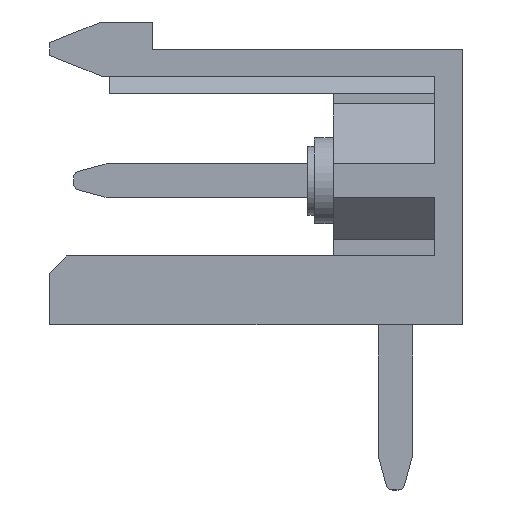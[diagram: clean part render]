
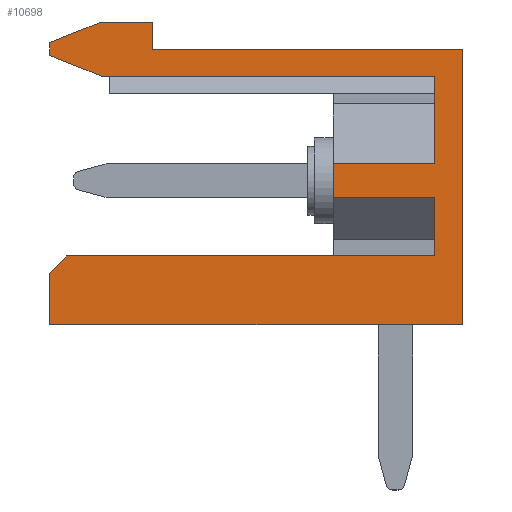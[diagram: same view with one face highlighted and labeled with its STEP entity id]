
A CAD part, left-side view. The second image highlights one B-rep face of the part: STEP entity #10698.
In plain terms, the highlighted planar face has unit normal (-1, 0, 0).
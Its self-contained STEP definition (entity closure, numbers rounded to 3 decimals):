
#250 = EDGE_CURVE ( 'NONE', #6523, #9269, #16470, .T. ) ;
#483 = CARTESIAN_POINT ( 'NONE',  ( 0., 12., -0.17 ) ) ;
#553 = DIRECTION ( 'NONE',  ( 0., 0., 1. ) ) ;
#575 = ORIENTED_EDGE ( 'NONE', *, *, #18271, .T. ) ;
#929 = VECTOR ( 'NONE', #23274, 1000. ) ;
#1205 = VECTOR ( 'NONE', #9759, 1000. ) ;
#1389 = CARTESIAN_POINT ( 'NONE',  ( 0., 0., -8. ) ) ;
#1396 = VECTOR ( 'NONE', #6180, 1000. ) ;
#1556 = EDGE_LOOP ( 'NONE', ( #25481, #6882, #19397, #22914, #8755, #11182, #14355, #22873, #23428, #22067, #7757, #14598, #12272, #2334, #575, #19038, #5539 ) ) ;
#1558 = CARTESIAN_POINT ( 'NONE',  ( 0., 9.01, 0. ) ) ;
#1750 = DIRECTION ( 'NONE',  ( 0., -1., 0. ) ) ;
#1798 = DIRECTION ( 'NONE',  ( 0., 1., 0. ) ) ;
#2043 = CARTESIAN_POINT ( 'NONE',  ( 0., 0.8, -6. ) ) ;
#2088 = DIRECTION ( 'NONE',  ( 0., 0., 1. ) ) ;
#2264 = VERTEX_POINT ( 'NONE', #15160 ) ;
#2334 = ORIENTED_EDGE ( 'NONE', *, *, #6607, .F. ) ;
#2395 = VECTOR ( 'NONE', #553, 1000. ) ;
#2989 = VECTOR ( 'NONE', #10620, 1000. ) ;
#3216 = EDGE_CURVE ( 'NONE', #2264, #12092, #17416, .T. ) ;
#3309 = EDGE_CURVE ( 'NONE', #13820, #6523, #19822, .T. ) ;
#3385 = VERTEX_POINT ( 'NONE', #4338 ) ;
#3691 = LINE ( 'NONE', #21701, #2989 ) ;
#3971 = VECTOR ( 'NONE', #1750, 1000. ) ;
#4037 = LINE ( 'NONE', #2043, #26917 ) ;
#4338 = CARTESIAN_POINT ( 'NONE',  ( 0., 12., -6.5 ) ) ;
#5028 = LINE ( 'NONE', #6507, #18234 ) ;
#5327 = CARTESIAN_POINT ( 'NONE',  ( 0., 10.5, 0.8 ) ) ;
#5410 = LINE ( 'NONE', #15116, #6118 ) ;
#5509 = CARTESIAN_POINT ( 'NONE',  ( 0., 0.8, -4.31 ) ) ;
#5539 = ORIENTED_EDGE ( 'NONE', *, *, #15080, .F. ) ;
#5861 = EDGE_CURVE ( 'NONE', #12092, #13820, #12795, .T. ) ;
#5932 = CARTESIAN_POINT ( 'NONE',  ( 0., 3.75, -3.31 ) ) ;
#5995 = CARTESIAN_POINT ( 'NONE',  ( 0., 10.5, 0.8 ) ) ;
#6118 = VECTOR ( 'NONE', #1798, 1000. ) ;
#6180 = DIRECTION ( 'NONE',  ( 0., 0.707, -0.707 ) ) ;
#6507 = CARTESIAN_POINT ( 'NONE',  ( 0., 0., 0. ) ) ;
#6523 = VERTEX_POINT ( 'NONE', #21303 ) ;
#6607 = EDGE_CURVE ( 'NONE', #6902, #12341, #3691, .T. ) ;
#6825 = VERTEX_POINT ( 'NONE', #24573 ) ;
#6882 = ORIENTED_EDGE ( 'NONE', *, *, #19371, .T. ) ;
#6902 = VERTEX_POINT ( 'NONE', #22639 ) ;
#7124 = VERTEX_POINT ( 'NONE', #17452 ) ;
#7337 = LINE ( 'NONE', #14981, #1396 ) ;
#7757 = ORIENTED_EDGE ( 'NONE', *, *, #17128, .F. ) ;
#8612 = EDGE_CURVE ( 'NONE', #18318, #21700, #4037, .T. ) ;
#8728 = DIRECTION ( 'NONE',  ( 0., 0., -1. ) ) ;
#8755 = ORIENTED_EDGE ( 'NONE', *, *, #9241, .F. ) ;
#9014 = LINE ( 'NONE', #24914, #2395 ) ;
#9241 = EDGE_CURVE ( 'NONE', #9269, #25098, #5028, .T. ) ;
#9249 = CARTESIAN_POINT ( 'NONE',  ( 0., 10.5, -0.77 ) ) ;
#9269 = VERTEX_POINT ( 'NONE', #15412 ) ;
#9759 = DIRECTION ( 'NONE',  ( 0., 0.928, 0.371 ) ) ;
#10620 = DIRECTION ( 'NONE',  ( 0., -1., 0. ) ) ;
#10698 = ADVANCED_FACE ( 'NONE', ( #22316 ), #19812, .F. ) ;
#10889 = DIRECTION ( 'NONE',  ( 0., -1., 0. ) ) ;
#10932 = VERTEX_POINT ( 'NONE', #5509 ) ;
#10990 = CARTESIAN_POINT ( 'NONE',  ( 0., 0., 0. ) ) ;
#11182 = ORIENTED_EDGE ( 'NONE', *, *, #250, .F. ) ;
#12092 = VERTEX_POINT ( 'NONE', #25408 ) ;
#12272 = ORIENTED_EDGE ( 'NONE', *, *, #24630, .F. ) ;
#12341 = VERTEX_POINT ( 'NONE', #15183 ) ;
#12355 = LINE ( 'NONE', #23048, #1205 ) ;
#12795 = LINE ( 'NONE', #5327, #929 ) ;
#12935 = EDGE_CURVE ( 'NONE', #19388, #10932, #25653, .T. ) ;
#13148 = EDGE_CURVE ( 'NONE', #15660, #3385, #9014, .T. ) ;
#13239 = DIRECTION ( 'NONE',  ( 0., 0., -1. ) ) ;
#13820 = VERTEX_POINT ( 'NONE', #16506 ) ;
#13911 = DIRECTION ( 'NONE',  ( 0., 0., 1. ) ) ;
#14295 = LINE ( 'NONE', #17833, #19490 ) ;
#14355 = ORIENTED_EDGE ( 'NONE', *, *, #3309, .F. ) ;
#14567 = VECTOR ( 'NONE', #19797, 1000. ) ;
#14598 = ORIENTED_EDGE ( 'NONE', *, *, #22386, .F. ) ;
#14981 = CARTESIAN_POINT ( 'NONE',  ( 0., 11.5, -6. ) ) ;
#15023 = VECTOR ( 'NONE', #28119, 1000. ) ;
#15035 = CARTESIAN_POINT ( 'NONE',  ( 0., 11.5, -6. ) ) ;
#15075 = CARTESIAN_POINT ( 'NONE',  ( 0., 0., -8. ) ) ;
#15080 = EDGE_CURVE ( 'NONE', #21700, #10932, #15892, .T. ) ;
#15116 = CARTESIAN_POINT ( 'NONE',  ( 0., 10.5, -0.77 ) ) ;
#15160 = CARTESIAN_POINT ( 'NONE',  ( 0., 12., 0.2 ) ) ;
#15183 = CARTESIAN_POINT ( 'NONE',  ( 0., 0.8, -3.31 ) ) ;
#15412 = CARTESIAN_POINT ( 'NONE',  ( 0., 0., 0. ) ) ;
#15566 = VECTOR ( 'NONE', #19159, 1000. ) ;
#15660 = VERTEX_POINT ( 'NONE', #24387 ) ;
#15728 = LINE ( 'NONE', #5932, #15023 ) ;
#15892 = LINE ( 'NONE', #28653, #26971 ) ;
#15964 = AXIS2_PLACEMENT_3D ( 'NONE', #10990, #26486, #13239 ) ;
#16470 = LINE ( 'NONE', #1558, #3971 ) ;
#16506 = CARTESIAN_POINT ( 'NONE',  ( 0., 9.01, 0.8 ) ) ;
#17128 = EDGE_CURVE ( 'NONE', #17567, #6825, #12355, .T. ) ;
#17416 = LINE ( 'NONE', #5995, #28485 ) ;
#17452 = CARTESIAN_POINT ( 'NONE',  ( 0., 0.8, -0.77 ) ) ;
#17567 = VERTEX_POINT ( 'NONE', #9249 ) ;
#17578 = CARTESIAN_POINT ( 'NONE',  ( 0., 3.75, -4.31 ) ) ;
#17665 = LINE ( 'NONE', #1389, #15566 ) ;
#17833 = CARTESIAN_POINT ( 'NONE',  ( 0., 0.8, -0.77 ) ) ;
#18234 = VECTOR ( 'NONE', #8728, 1000. ) ;
#18271 = EDGE_CURVE ( 'NONE', #6902, #19388, #15728, .T. ) ;
#18318 = VERTEX_POINT ( 'NONE', #15035 ) ;
#19038 = ORIENTED_EDGE ( 'NONE', *, *, #12935, .T. ) ;
#19121 = VECTOR ( 'NONE', #21919, 1000. ) ;
#19159 = DIRECTION ( 'NONE',  ( 0., 1., 0. ) ) ;
#19371 = EDGE_CURVE ( 'NONE', #18318, #3385, #7337, .T. ) ;
#19388 = VERTEX_POINT ( 'NONE', #23922 ) ;
#19397 = ORIENTED_EDGE ( 'NONE', *, *, #13148, .F. ) ;
#19423 = CARTESIAN_POINT ( 'NONE',  ( 0., 0.8, -6. ) ) ;
#19490 = VECTOR ( 'NONE', #20073, 1000. ) ;
#19797 = DIRECTION ( 'NONE',  ( 0., -1., 0. ) ) ;
#19812 = PLANE ( 'NONE',  #15964 ) ;
#19822 = LINE ( 'NONE', #28469, #19121 ) ;
#20073 = DIRECTION ( 'NONE',  ( 0., 0., 1. ) ) ;
#21079 = EDGE_CURVE ( 'NONE', #25098, #15660, #17665, .T. ) ;
#21303 = CARTESIAN_POINT ( 'NONE',  ( 0., 9.01, 0. ) ) ;
#21531 = DIRECTION ( 'NONE',  ( 0., -0.928, 0.371 ) ) ;
#21700 = VERTEX_POINT ( 'NONE', #19423 ) ;
#21701 = CARTESIAN_POINT ( 'NONE',  ( 0., 3.75, -3.31 ) ) ;
#21919 = DIRECTION ( 'NONE',  ( 0., 0., -1. ) ) ;
#22067 = ORIENTED_EDGE ( 'NONE', *, *, #25381, .F. ) ;
#22316 = FACE_OUTER_BOUND ( 'NONE', #1556, .T. ) ;
#22386 = EDGE_CURVE ( 'NONE', #7124, #17567, #5410, .T. ) ;
#22639 = CARTESIAN_POINT ( 'NONE',  ( 0., 3.75, -3.31 ) ) ;
#22873 = ORIENTED_EDGE ( 'NONE', *, *, #5861, .F. ) ;
#22914 = ORIENTED_EDGE ( 'NONE', *, *, #21079, .F. ) ;
#22926 = LINE ( 'NONE', #483, #27399 ) ;
#23048 = CARTESIAN_POINT ( 'NONE',  ( 0., 12., -0.17 ) ) ;
#23274 = DIRECTION ( 'NONE',  ( 0., -1., 0. ) ) ;
#23428 = ORIENTED_EDGE ( 'NONE', *, *, #3216, .F. ) ;
#23922 = CARTESIAN_POINT ( 'NONE',  ( 0., 3.75, -4.31 ) ) ;
#24387 = CARTESIAN_POINT ( 'NONE',  ( 0., 12., -8. ) ) ;
#24573 = CARTESIAN_POINT ( 'NONE',  ( 0., 12., -0.17 ) ) ;
#24630 = EDGE_CURVE ( 'NONE', #12341, #7124, #14295, .T. ) ;
#24914 = CARTESIAN_POINT ( 'NONE',  ( 0., 12., -8. ) ) ;
#25098 = VERTEX_POINT ( 'NONE', #15075 ) ;
#25381 = EDGE_CURVE ( 'NONE', #6825, #2264, #22926, .T. ) ;
#25408 = CARTESIAN_POINT ( 'NONE',  ( 0., 10.5, 0.8 ) ) ;
#25481 = ORIENTED_EDGE ( 'NONE', *, *, #8612, .F. ) ;
#25653 = LINE ( 'NONE', #17578, #14567 ) ;
#26486 = DIRECTION ( 'NONE',  ( 1., 0., 0. ) ) ;
#26917 = VECTOR ( 'NONE', #10889, 1000. ) ;
#26971 = VECTOR ( 'NONE', #2088, 1000. ) ;
#27399 = VECTOR ( 'NONE', #13911, 1000. ) ;
#28119 = DIRECTION ( 'NONE',  ( 0., 0., -1. ) ) ;
#28469 = CARTESIAN_POINT ( 'NONE',  ( 0., 9.01, 0.8 ) ) ;
#28485 = VECTOR ( 'NONE', #21531, 1000. ) ;
#28653 = CARTESIAN_POINT ( 'NONE',  ( 0., 0.8, -0.77 ) ) ;
